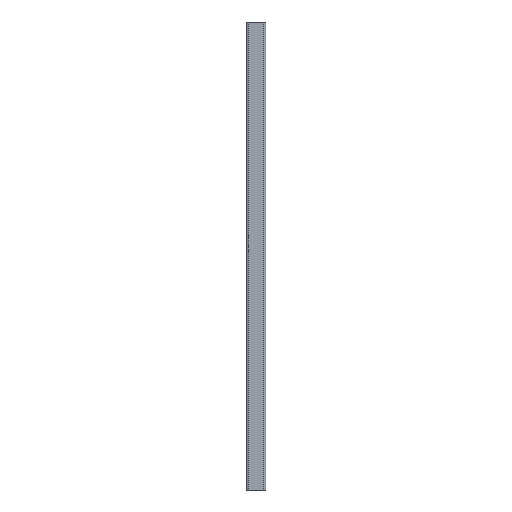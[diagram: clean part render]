
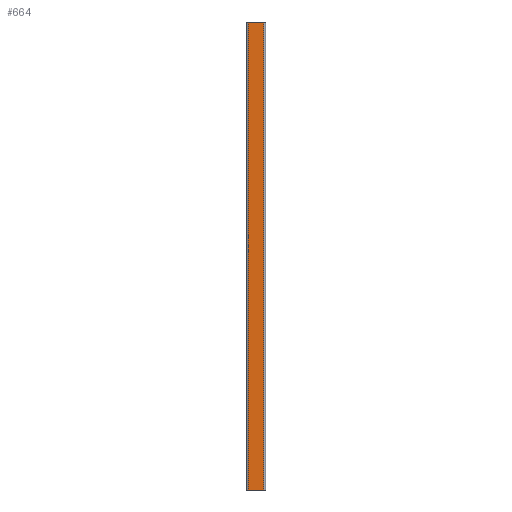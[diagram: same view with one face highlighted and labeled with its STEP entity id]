
A CAD part, left-side view. The second image highlights one B-rep face of the part: STEP entity #664.
In plain terms, the highlighted planar face has unit normal (-1, 0, 0).
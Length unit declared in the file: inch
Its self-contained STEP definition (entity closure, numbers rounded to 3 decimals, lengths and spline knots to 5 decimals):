
#6 = PLANE ( 'NONE',  #149 ) ;
#16 = DIRECTION ( 'NONE',  ( 1., 0., 0. ) ) ;
#19 = VERTEX_POINT ( 'NONE', #1077 ) ;
#44 = CARTESIAN_POINT ( 'NONE',  ( -0.1, -0.1, 24. ) ) ;
#113 = CARTESIAN_POINT ( 'NONE',  ( -0.1, -0.9, 24. ) ) ;
#149 = AXIS2_PLACEMENT_3D ( 'NONE', #824, #16, #1063 ) ;
#154 = ORIENTED_EDGE ( 'NONE', *, *, #920, .T. ) ;
#221 = EDGE_CURVE ( 'NONE', #19, #222, #1028, .T. ) ;
#222 = VERTEX_POINT ( 'NONE', #1366 ) ;
#223 = VERTEX_POINT ( 'NONE', #113 ) ;
#286 = CARTESIAN_POINT ( 'NONE',  ( -0.1, -0.9, 24. ) ) ;
#460 = CARTESIAN_POINT ( 'NONE',  ( -0.1, -0.1, 0. ) ) ;
#508 = DIRECTION ( 'NONE',  ( 0., -1., 0. ) ) ;
#510 = EDGE_LOOP ( 'NONE', ( #154, #1429, #828, #1445 ) ) ;
#518 = CARTESIAN_POINT ( 'NONE',  ( -0.1, -0.9, 0. ) ) ;
#547 = VECTOR ( 'NONE', #508, 39.37008 ) ;
#601 = DIRECTION ( 'NONE',  ( 0., 0., -1. ) ) ;
#623 = VECTOR ( 'NONE', #757, 39.37008 ) ;
#664 = ADVANCED_FACE ( 'NONE', ( #959 ), #6, .F. ) ;
#719 = CARTESIAN_POINT ( 'NONE',  ( -0.1, -0.1, 24. ) ) ;
#741 = EDGE_CURVE ( 'NONE', #19, #223, #1083, .T. ) ;
#757 = DIRECTION ( 'NONE',  ( 0., 0., -1. ) ) ;
#803 = LINE ( 'NONE', #460, #1031 ) ;
#809 = DIRECTION ( 'NONE',  ( 0., -1., 0. ) ) ;
#824 = CARTESIAN_POINT ( 'NONE',  ( -0.1, -0.1, 24. ) ) ;
#828 = ORIENTED_EDGE ( 'NONE', *, *, #741, .F. ) ;
#874 = EDGE_CURVE ( 'NONE', #223, #1490, #1315, .T. ) ;
#920 = EDGE_CURVE ( 'NONE', #222, #1490, #803, .T. ) ;
#959 = FACE_OUTER_BOUND ( 'NONE', #510, .T. ) ;
#1004 = VECTOR ( 'NONE', #601, 39.37008 ) ;
#1028 = LINE ( 'NONE', #719, #1004 ) ;
#1031 = VECTOR ( 'NONE', #809, 39.37008 ) ;
#1063 = DIRECTION ( 'NONE',  ( 0., 1., 0. ) ) ;
#1077 = CARTESIAN_POINT ( 'NONE',  ( -0.1, -0.1, 24. ) ) ;
#1083 = LINE ( 'NONE', #44, #547 ) ;
#1315 = LINE ( 'NONE', #286, #623 ) ;
#1366 = CARTESIAN_POINT ( 'NONE',  ( -0.1, -0.1, 0. ) ) ;
#1429 = ORIENTED_EDGE ( 'NONE', *, *, #874, .F. ) ;
#1445 = ORIENTED_EDGE ( 'NONE', *, *, #221, .T. ) ;
#1490 = VERTEX_POINT ( 'NONE', #518 ) ;
